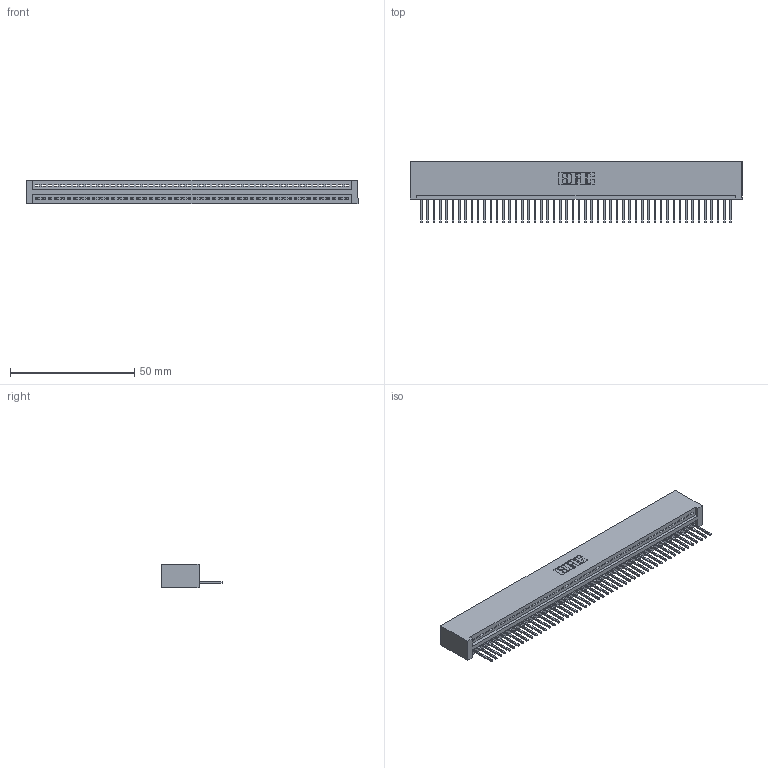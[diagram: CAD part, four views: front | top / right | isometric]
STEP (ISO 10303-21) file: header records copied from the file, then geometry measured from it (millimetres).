
FILE_DESCRIPTION (( 'STEP AP203' ), '1' );
FILE_NAME ('395-050-523-101.STEP', '2018-11-20T06:05:42', ( '' ), ( '' ), 'SwSTEP 2.0', 'SolidWorks 2016', '' );
FILE_SCHEMA (( 'CONFIG_CONTROL_DESIGN' ));
Length unit declared in the file: inch
Products named in the file (3): 395-050-523-101; 345-292-001_345-293-123; 345 Part_No Mounting Lugs
Assembly tree (51 placements, depth 2):
  395-050-523-101
    345 Part_No Mounting Lugs
    345-292-001_345-293-123  x50
Bounding box: 133.6 x 24.82 x 9.4 mm (x, y, z)
Volume: 13320.4 mm3; surface area: 18055 mm2
Topology: 51 solids, 51 shells, 3018 faces, 9117 edges, 6010 vertices
Faces by surface type: plane 2076, cylinder 942
Entity records: 36295 total; most frequent: CARTESIAN_POINT 6294, ORIENTED_EDGE 6278, DIRECTION 5479, EDGE_CURVE 3139, VECTOR 2815, LINE 2815, VERTEX_POINT 2090, AXIS2_PLACEMENT_3D 1332
